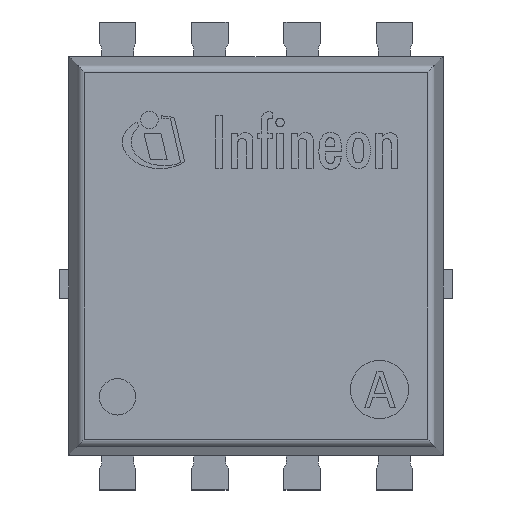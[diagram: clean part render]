
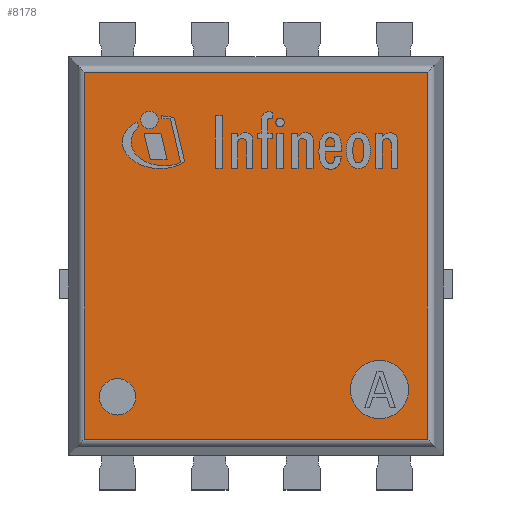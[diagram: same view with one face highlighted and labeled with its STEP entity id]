
A CAD part, top view. The second image highlights one B-rep face of the part: STEP entity #8178.
In plain terms, the highlighted planar face has unit normal (0, 0, 1).
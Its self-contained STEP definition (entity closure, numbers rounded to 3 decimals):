
#43=FACE_BOUND('',#1226,.T.);
#44=FACE_BOUND('',#1227,.T.);
#45=FACE_BOUND('',#1228,.T.);
#315=CIRCLE('',#8708,0.4);
#316=CIRCLE('',#8721,0.25);
#1226=EDGE_LOOP('',(#5921));
#1227=EDGE_LOOP('',(#5922));
#1228=EDGE_LOOP('',(#5923,#5924,#5925,#5926));
#1833=LINE('',#12527,#2693);
#1836=LINE('',#12537,#2696);
#1838=LINE('',#12543,#2698);
#1840=LINE('',#12547,#2700);
#2693=VECTOR('',#9945,5.048);
#2696=VECTOR('',#9954,4.718);
#2698=VECTOR('',#9960,5.048);
#2700=VECTOR('',#9966,4.718);
#3485=VERTEX_POINT('',#12521);
#3486=VERTEX_POINT('',#12525);
#3487=VERTEX_POINT('',#12526);
#3491=VERTEX_POINT('',#12536);
#3493=VERTEX_POINT('',#12542);
#3497=VERTEX_POINT('',#12559);
#4394=EDGE_CURVE('',#3485,#3485,#315,.T.);
#4395=EDGE_CURVE('',#3486,#3487,#1833,.T.);
#4400=EDGE_CURVE('',#3487,#3491,#1836,.T.);
#4403=EDGE_CURVE('',#3491,#3493,#1838,.T.);
#4406=EDGE_CURVE('',#3493,#3486,#1840,.T.);
#4412=EDGE_CURVE('',#3497,#3497,#316,.T.);
#5921=ORIENTED_EDGE('',*,*,#4394,.T.);
#5922=ORIENTED_EDGE('',*,*,#4412,.T.);
#5923=ORIENTED_EDGE('',*,*,#4395,.F.);
#5924=ORIENTED_EDGE('',*,*,#4406,.F.);
#5925=ORIENTED_EDGE('',*,*,#4403,.F.);
#5926=ORIENTED_EDGE('',*,*,#4400,.F.);
#7882=PLANE('',#8720);
#8178=ADVANCED_FACE('',(#43,#44,#45),#7882,.T.);
#8708=AXIS2_PLACEMENT_3D('',#12522,#9939,#9940);
#8720=AXIS2_PLACEMENT_3D('',#12558,#9976,#9977);
#8721=AXIS2_PLACEMENT_3D('',#12560,#9978,#9979);
#9939=DIRECTION('center_axis',(0.,0.,-1.));
#9940=DIRECTION('ref_axis',(-1.,0.,0.));
#9945=DIRECTION('',(0.,-1.,0.));
#9954=DIRECTION('',(-1.,0.,0.));
#9960=DIRECTION('',(0.,1.,0.));
#9966=DIRECTION('',(1.,0.,0.));
#9976=DIRECTION('center_axis',(0.,0.,1.));
#9977=DIRECTION('ref_axis',(1.,0.,0.));
#9978=DIRECTION('center_axis',(0.,0.,-1.));
#9979=DIRECTION('ref_axis',(-1.,0.,0.));
#12521=CARTESIAN_POINT('',(2.1,-1.84,1.));
#12522=CARTESIAN_POINT('Origin',(1.7,-1.84,1.));
#12525=CARTESIAN_POINT('',(2.359,2.524,1.));
#12526=CARTESIAN_POINT('',(2.359,-2.524,1.));
#12527=CARTESIAN_POINT('',(2.359,1.37,1.));
#12536=CARTESIAN_POINT('',(-2.359,-2.524,1.));
#12537=CARTESIAN_POINT('',(1.288,-2.524,1.));
#12542=CARTESIAN_POINT('',(-2.359,2.524,1.));
#12543=CARTESIAN_POINT('',(-2.359,-1.37,1.));
#12547=CARTESIAN_POINT('',(-1.288,2.524,1.));
#12558=CARTESIAN_POINT('Origin',(0.,0.,
1.));
#12559=CARTESIAN_POINT('',(-1.655,-1.94,1.));
#12560=CARTESIAN_POINT('Origin',(-1.905,-1.94,1.));
